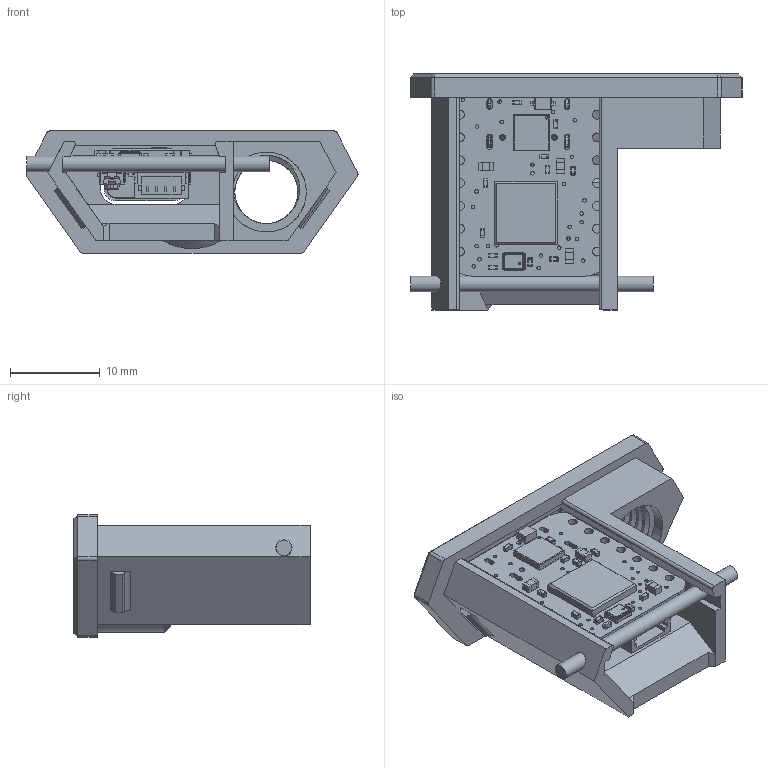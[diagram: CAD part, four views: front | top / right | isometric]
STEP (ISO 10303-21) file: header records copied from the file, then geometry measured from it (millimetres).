
FILE_DESCRIPTION(/* description */ (''),/* implementation_level */ '2;1');
FILE_NAME(/* name */ 'cable_entry +QtPy.step',/* time_stamp */ '2023-11-07T09:24:47+01:00',/* author */ (''),/* organization */ (''),/* preprocessor_version */ 'ST-DEVELOPER v20',/* originating_system */ 'Autodesk Translation Framework v12.14.0.127',/* authorisation */ '');
FILE_SCHEMA (('AUTOMOTIVE_DESIGN { 1 0 10303 214 3 1 1 }'));
Length unit declared in the file: millimetre
Products named in the file (18): cable_entry; Cable Entry QtPy holder; 4900 QTPY-RP2040; PCB Component; Board; 0805-NO; JST_SH4_SKINNY; SOT23-5; SK6805_1515; SOD-323_MINI; USON8_4X4; _0402NO; 0603-NO; USB_C_CUSB31-CFM2AX-01-X; QFN56_7MM_REDUCEDEPAD; BTN_KMR2_4.6X2.8; CRYSTAL_2.5X2; filament
Assembly tree (38 placements, depth 4):
  cable_entry
    Cable Entry QtPy holder
    4900 QTPY-RP2040
      PCB Component
        Board
        0805-NO  x2
        JST_SH4_SKINNY
        SOT23-5
        SK6805_1515
        SOD-323_MINI  x2
        USON8_4X4
        _0402NO  x17
        0603-NO  x3
        USB_C_CUSB31-CFM2AX-01-X
        QFN56_7MM_REDUCEDEPAD
        BTN_KMR2_4.6X2.8  x2
        CRYSTAL_2.5X2
    filament
Bounding box: 36.95 x 26.27 x 13.6 mm (x, y, z)
Volume: 3661.9 mm3; surface area: 5468.6 mm2
Topology: 74 solids, 74 shells, 2430 faces, 6215 edges, 3793 vertices
Faces by surface type: plane 1392, cylinder 782, sphere 142, bspline 46, cone 36, torus 32
Full cylindrical faces by diameter (mm): 0.2 x1, 0.3 x1, 0.394 x29, 0.5 x2, 0.65 x2, 1 x14, 1.75 x1, 1.8 x2, 2 x2, 7.035 x4, 8.147 x2, 8.9 x1, 10.5 x1
Entity records: 45700 total; most frequent: CARTESIAN_POINT 10249, ORIENTED_EDGE 7172, DIRECTION 7032, EDGE_CURVE 3586, LINE 2686, VECTOR 2686, VERTEX_POINT 2291, AXIS2_PLACEMENT_3D 2173
